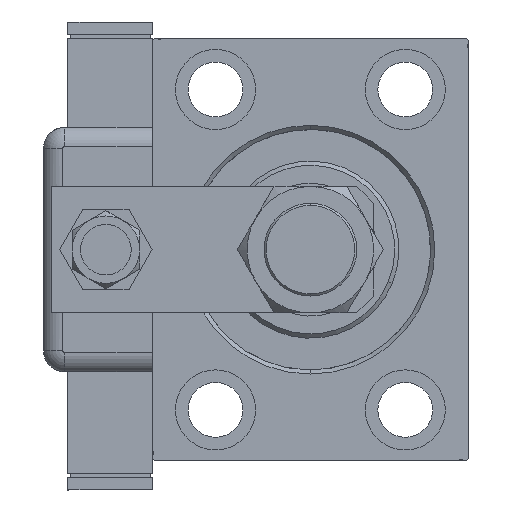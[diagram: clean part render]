
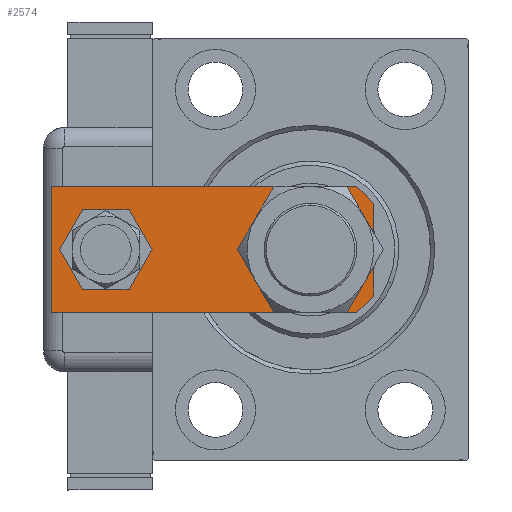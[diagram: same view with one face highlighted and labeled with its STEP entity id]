
A CAD part, left-side view. The second image highlights one B-rep face of the part: STEP entity #2574.
In plain terms, the highlighted face is planar.
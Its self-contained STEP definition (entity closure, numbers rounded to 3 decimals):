
#1096 = AXIS2_PLACEMENT_3D ( 'NONE', #33756, #37843, #14570 ) ;
#2114 = VECTOR ( 'NONE', #41359, 1000. ) ;
#2574 = ADVANCED_FACE ( 'NONE', ( #42367, #51199, #52123 ), #61542, .F. ) ;
#3084 = DIRECTION ( 'NONE',  ( 1., 0., 0. ) ) ;
#3295 = LINE ( 'NONE', #36629, #60227 ) ;
#3307 = LINE ( 'NONE', #35730, #2114 ) ;
#4500 = CARTESIAN_POINT ( 'NONE',  ( -7., 63.5, 0. ) ) ;
#5181 = VERTEX_POINT ( 'NONE', #36458 ) ;
#7523 = CARTESIAN_POINT ( 'NONE',  ( 7., 63.5, 0. ) ) ;
#7769 = ORIENTED_EDGE ( 'NONE', *, *, #11740, .F. ) ;
#8215 = VERTEX_POINT ( 'NONE', #7523 ) ;
#8890 = CARTESIAN_POINT ( 'NONE',  ( -15., 76.5, 0. ) ) ;
#9001 = CARTESIAN_POINT ( 'NONE',  ( 0., 15., 0. ) ) ;
#9146 = VERTEX_POINT ( 'NONE', #46141 ) ;
#9255 = EDGE_CURVE ( 'NONE', #11992, #10168, #10946, .T. ) ;
#10168 = VERTEX_POINT ( 'NONE', #21699 ) ;
#10946 = CIRCLE ( 'NONE', #16961, 10. ) ;
#11740 = EDGE_CURVE ( 'NONE', #32277, #5181, #3295, .T. ) ;
#11992 = VERTEX_POINT ( 'NONE', #21181 ) ;
#13087 = DIRECTION ( 'NONE',  ( 1., 0., 0. ) ) ;
#13762 = DIRECTION ( 'NONE',  ( 0., 0., 1. ) ) ;
#14570 = DIRECTION ( 'NONE',  ( 1., 0., 0. ) ) ;
#14931 = EDGE_CURVE ( 'NONE', #5181, #22037, #18029, .T. ) ;
#15491 = LINE ( 'NONE', #34669, #50076 ) ;
#15864 = CARTESIAN_POINT ( 'NONE',  ( 15., 76.5, 0. ) ) ;
#15867 = CIRCLE ( 'NONE', #51024, 10. ) ;
#16957 = LINE ( 'NONE', #54395, #56815 ) ;
#16961 = AXIS2_PLACEMENT_3D ( 'NONE', #9001, #28828, #47364 ) ;
#17158 = ORIENTED_EDGE ( 'NONE', *, *, #28027, .T. ) ;
#17932 = EDGE_CURVE ( 'NONE', #8215, #19157, #18612, .T. ) ;
#18029 = LINE ( 'NONE', #8890, #22566 ) ;
#18612 = CIRCLE ( 'NONE', #53756, 7. ) ;
#18791 = EDGE_CURVE ( 'NONE', #27438, #22037, #16957, .T. ) ;
#19157 = VERTEX_POINT ( 'NONE', #4500 ) ;
#19504 = VERTEX_POINT ( 'NONE', #41557 ) ;
#19846 = ORIENTED_EDGE ( 'NONE', *, *, #33548, .T. ) ;
#20647 = CARTESIAN_POINT ( 'NONE',  ( -15., 4., 0. ) ) ;
#20814 = ORIENTED_EDGE ( 'NONE', *, *, #14931, .F. ) ;
#21181 = CARTESIAN_POINT ( 'NONE',  ( 10., 15., 0. ) ) ;
#21461 = ORIENTED_EDGE ( 'NONE', *, *, #17932, .T. ) ;
#21699 = CARTESIAN_POINT ( 'NONE',  ( -10., 15., 0. ) ) ;
#22037 = VERTEX_POINT ( 'NONE', #20647 ) ;
#22486 = DIRECTION ( 'NONE',  ( -1., 0., 0. ) ) ;
#22566 = VECTOR ( 'NONE', #56396, 1000. ) ;
#23716 = DIRECTION ( 'NONE',  ( 0., 1., 0. ) ) ;
#25479 = DIRECTION ( 'NONE',  ( -0.707, 0.707, 0. ) ) ;
#27438 = VERTEX_POINT ( 'NONE', #28086 ) ;
#28027 = EDGE_CURVE ( 'NONE', #10168, #11992, #15867, .T. ) ;
#28086 = CARTESIAN_POINT ( 'NONE',  ( -11., 0., 0. ) ) ;
#28631 = EDGE_CURVE ( 'NONE', #27438, #9146, #15491, .T. ) ;
#28828 = DIRECTION ( 'NONE',  ( 0., 0., 1. ) ) ;
#32277 = VERTEX_POINT ( 'NONE', #15864 ) ;
#33548 = EDGE_CURVE ( 'NONE', #19157, #8215, #36255, .T. ) ;
#33756 = CARTESIAN_POINT ( 'NONE',  ( 0., 63.5, 0. ) ) ;
#34669 = CARTESIAN_POINT ( 'NONE',  ( -15., 0., 0. ) ) ;
#35730 = CARTESIAN_POINT ( 'NONE',  ( 15., 4., 0. ) ) ;
#36255 = CIRCLE ( 'NONE', #1096, 7. ) ;
#36458 = CARTESIAN_POINT ( 'NONE',  ( -15., 76.5, 0. ) ) ;
#36629 = CARTESIAN_POINT ( 'NONE',  ( 15., 76.5, 0. ) ) ;
#36974 = CARTESIAN_POINT ( 'NONE',  ( 0., 15., 0. ) ) ;
#37571 = ORIENTED_EDGE ( 'NONE', *, *, #9255, .T. ) ;
#37584 = CARTESIAN_POINT ( 'NONE',  ( 0., 63.5, 0. ) ) ;
#37843 = DIRECTION ( 'NONE',  ( 0., 0., 1. ) ) ;
#39440 = EDGE_LOOP ( 'NONE', ( #61353, #54166, #20814, #7769, #47639, #41931 ) ) ;
#41359 = DIRECTION ( 'NONE',  ( -0.707, -0.707, 0. ) ) ;
#41548 = DIRECTION ( 'NONE',  ( 1., 0., 0. ) ) ;
#41557 = CARTESIAN_POINT ( 'NONE',  ( 15., 4., 0. ) ) ;
#41931 = ORIENTED_EDGE ( 'NONE', *, *, #48165, .T. ) ;
#42367 = FACE_OUTER_BOUND ( 'NONE', #39440, .T. ) ;
#42920 = DIRECTION ( 'NONE',  ( 0., 0., 1. ) ) ;
#43905 = EDGE_LOOP ( 'NONE', ( #17158, #37571 ) ) ;
#46141 = CARTESIAN_POINT ( 'NONE',  ( 11., 0., 0. ) ) ;
#46679 = LINE ( 'NONE', #47293, #58388 ) ;
#46722 = DIRECTION ( 'NONE',  ( 0., 0., 1. ) ) ;
#47293 = CARTESIAN_POINT ( 'NONE',  ( 15., 0., 0. ) ) ;
#47364 = DIRECTION ( 'NONE',  ( 1., 0., 0. ) ) ;
#47639 = ORIENTED_EDGE ( 'NONE', *, *, #52673, .F. ) ;
#48165 = EDGE_CURVE ( 'NONE', #19504, #9146, #3307, .T. ) ;
#50076 = VECTOR ( 'NONE', #41548, 1000. ) ;
#51024 = AXIS2_PLACEMENT_3D ( 'NONE', #36974, #46722, #13087 ) ;
#51199 = FACE_BOUND ( 'NONE', #55344, .T. ) ;
#51835 = AXIS2_PLACEMENT_3D ( 'NONE', #56842, #13762, #3084 ) ;
#52123 = FACE_BOUND ( 'NONE', #43905, .T. ) ;
#52673 = EDGE_CURVE ( 'NONE', #19504, #32277, #46679, .T. ) ;
#53756 = AXIS2_PLACEMENT_3D ( 'NONE', #37584, #42920, #57083 ) ;
#54166 = ORIENTED_EDGE ( 'NONE', *, *, #18791, .T. ) ;
#54395 = CARTESIAN_POINT ( 'NONE',  ( -11., 0., 0. ) ) ;
#55344 = EDGE_LOOP ( 'NONE', ( #19846, #21461 ) ) ;
#56396 = DIRECTION ( 'NONE',  ( 0., -1., 0. ) ) ;
#56815 = VECTOR ( 'NONE', #25479, 1000. ) ;
#56842 = CARTESIAN_POINT ( 'NONE',  ( 0., 0., 0. ) ) ;
#57083 = DIRECTION ( 'NONE',  ( 1., 0., 0. ) ) ;
#58388 = VECTOR ( 'NONE', #23716, 1000. ) ;
#60227 = VECTOR ( 'NONE', #22486, 1000. ) ;
#61353 = ORIENTED_EDGE ( 'NONE', *, *, #28631, .F. ) ;
#61542 = PLANE ( 'NONE',  #51835 ) ;
